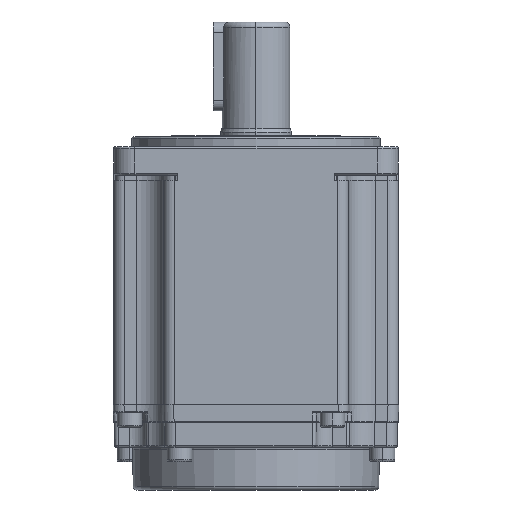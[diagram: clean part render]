
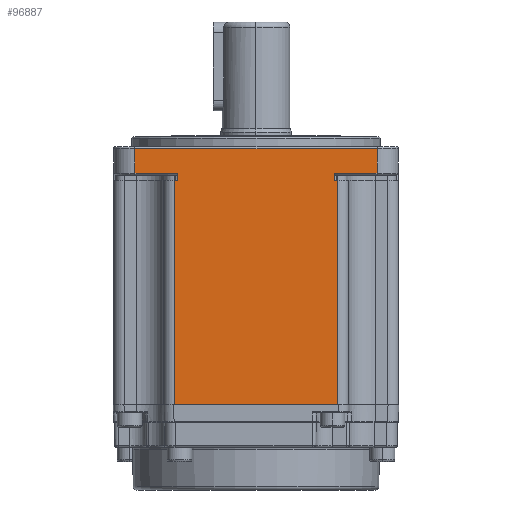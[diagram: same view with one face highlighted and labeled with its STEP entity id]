
A CAD part, front view. The second image highlights one B-rep face of the part: STEP entity #96887.
In plain terms, the highlighted planar face has unit normal (0, -1, 0).
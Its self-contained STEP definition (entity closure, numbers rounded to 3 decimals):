
#604 = CARTESIAN_POINT ( 'NONE',  ( 20.746, -44.704, 105.75 ) ) ;
#755 = DIRECTION ( 'NONE',  ( -1., 0., 0. ) ) ;
#1106 = VECTOR ( 'NONE', #90499, 1000. ) ;
#1809 = VECTOR ( 'NONE', #12577, 1000. ) ;
#1985 = VECTOR ( 'NONE', #115783, 1000. ) ;
#3038 = EDGE_CURVE ( 'NONE', #7102, #17458, #54519, .T. ) ;
#3113 = CARTESIAN_POINT ( 'NONE',  ( 31.746, -44.704, 114.65 ) ) ;
#3827 = DIRECTION ( 'NONE',  ( 1., 0., 0. ) ) ;
#3951 = VERTEX_POINT ( 'NONE', #78788 ) ;
#4054 = LINE ( 'NONE', #43584, #1106 ) ;
#5178 = LINE ( 'NONE', #48166, #36268 ) ;
#5418 = CARTESIAN_POINT ( 'NONE',  ( 31.746, -44.704, 107.75 ) ) ;
#6245 = VECTOR ( 'NONE', #47905, 1000. ) ;
#6484 = DIRECTION ( 'NONE',  ( 0., 0., -1. ) ) ;
#6699 = EDGE_CURVE ( 'NONE', #78740, #54920, #108355, .T. ) ;
#7102 = VERTEX_POINT ( 'NONE', #85284 ) ;
#8921 = VERTEX_POINT ( 'NONE', #70530 ) ;
#11415 = CARTESIAN_POINT ( 'NONE',  ( 37.746, -44.704, 42.75 ) ) ;
#11622 = VECTOR ( 'NONE', #3827, 1000. ) ;
#12010 = VECTOR ( 'NONE', #41442, 1000. ) ;
#12577 = DIRECTION ( 'NONE',  ( 0., 0., 1. ) ) ;
#17458 = VERTEX_POINT ( 'NONE', #59275 ) ;
#18000 = EDGE_CURVE ( 'NONE', #66016, #38057, #65087, .T. ) ;
#18683 = ORIENTED_EDGE ( 'NONE', *, *, #94618, .T. ) ;
#24381 = CARTESIAN_POINT ( 'NONE',  ( -24.254, -44.704, 107.75 ) ) ;
#25957 = FACE_OUTER_BOUND ( 'NONE', #99612, .T. ) ;
#26986 = LINE ( 'NONE', #87932, #1809 ) ;
#27704 = VERTEX_POINT ( 'NONE', #5418 ) ;
#31373 = CARTESIAN_POINT ( 'NONE',  ( 31.746, -44.704, 118.25 ) ) ;
#33351 = CARTESIAN_POINT ( 'NONE',  ( 19.746, -44.704, 118.25 ) ) ;
#33842 = VERTEX_POINT ( 'NONE', #52345 ) ;
#33931 = DIRECTION ( 'NONE',  ( 0., 0., 1. ) ) ;
#34725 = ORIENTED_EDGE ( 'NONE', *, *, #114303, .T. ) ;
#36196 = ORIENTED_EDGE ( 'NONE', *, *, #18000, .T. ) ;
#36268 = VECTOR ( 'NONE', #114066, 1000. ) ;
#37361 = CARTESIAN_POINT ( 'NONE',  ( -36.254, -44.704, 114.65 ) ) ;
#38057 = VERTEX_POINT ( 'NONE', #87271 ) ;
#41098 = VERTEX_POINT ( 'NONE', #604 ) ;
#41210 = VECTOR ( 'NONE', #6484, 1000. ) ;
#41442 = DIRECTION ( 'NONE',  ( 0., 0., -1. ) ) ;
#43584 = CARTESIAN_POINT ( 'NONE',  ( -36.254, -44.704, 118.25 ) ) ;
#47905 = DIRECTION ( 'NONE',  ( -1., 0., 0. ) ) ;
#48166 = CARTESIAN_POINT ( 'NONE',  ( 37.746, -44.704, 107.75 ) ) ;
#48610 = EDGE_CURVE ( 'NONE', #3951, #58527, #116312, .T. ) ;
#52345 = CARTESIAN_POINT ( 'NONE',  ( 20.746, -44.704, 42.75 ) ) ;
#54384 = EDGE_CURVE ( 'NONE', #27704, #78740, #77274, .T. ) ;
#54519 = LINE ( 'NONE', #33351, #79563 ) ;
#54920 = VERTEX_POINT ( 'NONE', #65658 ) ;
#55877 = DIRECTION ( 'NONE',  ( -1., 0., 0. ) ) ;
#57352 = DIRECTION ( 'NONE',  ( 0., 1., 0. ) ) ;
#58527 = VERTEX_POINT ( 'NONE', #67780 ) ;
#59275 = CARTESIAN_POINT ( 'NONE',  ( 19.746, -44.704, 107.75 ) ) ;
#59361 = LINE ( 'NONE', #76338, #6245 ) ;
#60369 = CARTESIAN_POINT ( 'NONE',  ( -24.254, -44.704, 107.75 ) ) ;
#61286 = VECTOR ( 'NONE', #55877, 1000. ) ;
#61726 = LINE ( 'NONE', #60369, #11622 ) ;
#62329 = EDGE_CURVE ( 'NONE', #17458, #27704, #5178, .T. ) ;
#63856 = ORIENTED_EDGE ( 'NONE', *, *, #6699, .T. ) ;
#64191 = ORIENTED_EDGE ( 'NONE', *, *, #3038, .T. ) ;
#64739 = LINE ( 'NONE', #120826, #111893 ) ;
#64871 = EDGE_CURVE ( 'NONE', #33842, #58527, #76931, .T. ) ;
#65087 = LINE ( 'NONE', #97775, #12010 ) ;
#65583 = ORIENTED_EDGE ( 'NONE', *, *, #70796, .T. ) ;
#65658 = CARTESIAN_POINT ( 'NONE',  ( -36.254, -44.704, 114.65 ) ) ;
#66016 = VERTEX_POINT ( 'NONE', #24381 ) ;
#67780 = CARTESIAN_POINT ( 'NONE',  ( -25.254, -44.704, 42.75 ) ) ;
#70041 = ORIENTED_EDGE ( 'NONE', *, *, #111379, .T. ) ;
#70530 = CARTESIAN_POINT ( 'NONE',  ( -36.254, -44.704, 107.75 ) ) ;
#70796 = EDGE_CURVE ( 'NONE', #38057, #3951, #64739, .T. ) ;
#75820 = ORIENTED_EDGE ( 'NONE', *, *, #54384, .T. ) ;
#76338 = CARTESIAN_POINT ( 'NONE',  ( 37.746, -44.704, 105.75 ) ) ;
#76931 = LINE ( 'NONE', #11415, #82822 ) ;
#77274 = LINE ( 'NONE', #31373, #1985 ) ;
#78740 = VERTEX_POINT ( 'NONE', #3113 ) ;
#78788 = CARTESIAN_POINT ( 'NONE',  ( -25.254, -44.704, 105.75 ) ) ;
#79563 = VECTOR ( 'NONE', #33931, 1000. ) ;
#82822 = VECTOR ( 'NONE', #95414, 1000. ) ;
#85284 = CARTESIAN_POINT ( 'NONE',  ( 19.746, -44.704, 105.75 ) ) ;
#86341 = AXIS2_PLACEMENT_3D ( 'NONE', #113758, #57352, #755 ) ;
#87271 = CARTESIAN_POINT ( 'NONE',  ( -24.254, -44.704, 105.75 ) ) ;
#87932 = CARTESIAN_POINT ( 'NONE',  ( 20.746, -44.704, 118.25 ) ) ;
#90499 = DIRECTION ( 'NONE',  ( 0., 0., -1. ) ) ;
#90502 = ORIENTED_EDGE ( 'NONE', *, *, #48610, .T. ) ;
#90734 = ORIENTED_EDGE ( 'NONE', *, *, #64871, .F. ) ;
#94618 = EDGE_CURVE ( 'NONE', #54920, #8921, #4054, .T. ) ;
#95414 = DIRECTION ( 'NONE',  ( -1., 0., 0. ) ) ;
#96887 = ADVANCED_FACE ( 'NONE', ( #25957 ), #116371, .F. ) ;
#97775 = CARTESIAN_POINT ( 'NONE',  ( -24.254, -44.704, 118.25 ) ) ;
#99612 = EDGE_LOOP ( 'NONE', ( #90734, #70041, #109879, #64191, #121482, #75820, #63856, #18683, #34725, #36196, #65583, #90502 ) ) ;
#101887 = DIRECTION ( 'NONE',  ( -1., 0., 0. ) ) ;
#105741 = EDGE_CURVE ( 'NONE', #41098, #7102, #59361, .T. ) ;
#108355 = LINE ( 'NONE', #37361, #61286 ) ;
#109879 = ORIENTED_EDGE ( 'NONE', *, *, #105741, .T. ) ;
#111379 = EDGE_CURVE ( 'NONE', #33842, #41098, #26986, .T. ) ;
#111893 = VECTOR ( 'NONE', #101887, 1000. ) ;
#113758 = CARTESIAN_POINT ( 'NONE',  ( 37.746, -44.704, 118.25 ) ) ;
#114066 = DIRECTION ( 'NONE',  ( 1., 0., 0. ) ) ;
#114303 = EDGE_CURVE ( 'NONE', #8921, #66016, #61726, .T. ) ;
#115783 = DIRECTION ( 'NONE',  ( 0., 0., 1. ) ) ;
#116312 = LINE ( 'NONE', #119322, #41210 ) ;
#116371 = PLANE ( 'NONE',  #86341 ) ;
#119322 = CARTESIAN_POINT ( 'NONE',  ( -25.254, -44.704, 118.25 ) ) ;
#120826 = CARTESIAN_POINT ( 'NONE',  ( 37.746, -44.704, 105.75 ) ) ;
#121482 = ORIENTED_EDGE ( 'NONE', *, *, #62329, .T. ) ;
